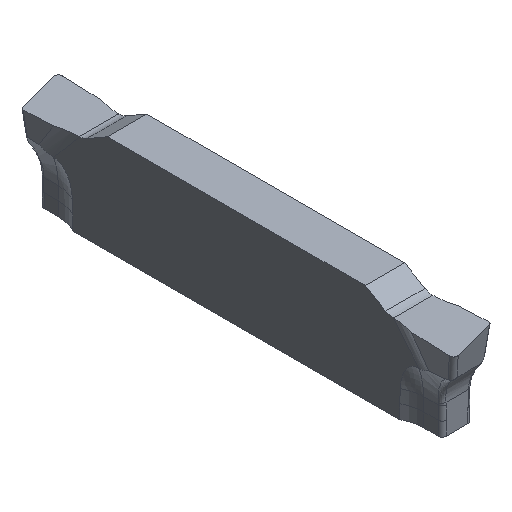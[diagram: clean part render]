
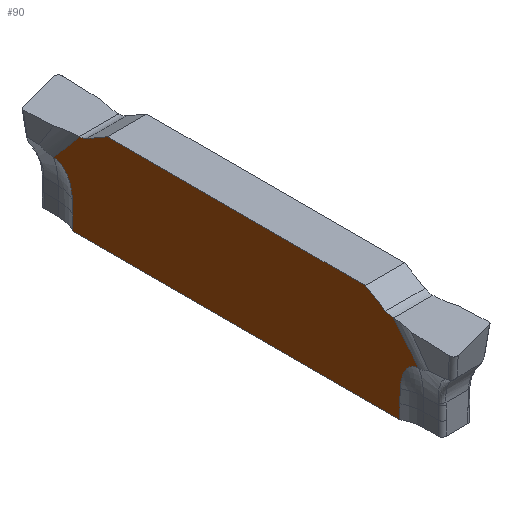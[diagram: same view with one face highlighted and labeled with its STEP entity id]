
A CAD part, isometric view. The second image highlights one B-rep face of the part: STEP entity #90.
In plain terms, the highlighted planar face has unit normal (-1, 0, 0).
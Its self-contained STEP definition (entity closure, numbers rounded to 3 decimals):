
#90=ADVANCED_FACE('',(#182),#158,.T.);
#158=PLANE('',#1415);
#182=FACE_OUTER_BOUND('',#250,.T.);
#250=EDGE_LOOP('',(#321,#322,#323,#324,#325,#326,#327,#328,#329,#330,#331,
#332,#333,#334));
#321=ORIENTED_EDGE('',*,*,#789,.F.);
#322=ORIENTED_EDGE('',*,*,#790,.T.);
#323=ORIENTED_EDGE('',*,*,#791,.F.);
#324=ORIENTED_EDGE('',*,*,#792,.T.);
#325=ORIENTED_EDGE('',*,*,#793,.T.);
#326=ORIENTED_EDGE('',*,*,#794,.T.);
#327=ORIENTED_EDGE('',*,*,#788,.F.);
#328=ORIENTED_EDGE('',*,*,#795,.T.);
#329=ORIENTED_EDGE('',*,*,#796,.F.);
#330=ORIENTED_EDGE('',*,*,#797,.F.);
#331=ORIENTED_EDGE('',*,*,#798,.F.);
#332=ORIENTED_EDGE('',*,*,#799,.F.);
#333=ORIENTED_EDGE('',*,*,#800,.F.);
#334=ORIENTED_EDGE('',*,*,#801,.T.);
#674=VERTEX_POINT('',#1936);
#676=VERTEX_POINT('',#1940);
#677=VERTEX_POINT('',#1944);
#678=VERTEX_POINT('',#1945);
#679=VERTEX_POINT('',#1950);
#680=VERTEX_POINT('',#1967);
#681=VERTEX_POINT('',#1969);
#682=VERTEX_POINT('',#1971);
#683=VERTEX_POINT('',#1974);
#684=VERTEX_POINT('',#1976);
#685=VERTEX_POINT('',#1978);
#686=VERTEX_POINT('',#1995);
#687=VERTEX_POINT('',#2000);
#688=VERTEX_POINT('',#2002);
#788=EDGE_CURVE('',#676,#674,#1167,.T.);
#789=EDGE_CURVE('',#677,#678,#1168,.T.);
#790=EDGE_CURVE('',#677,#679,#975,.T.);
#791=EDGE_CURVE('',#680,#679,#976,.T.);
#792=EDGE_CURVE('',#680,#681,#1169,.T.);
#793=EDGE_CURVE('',#681,#682,#1035,.T.);
#794=EDGE_CURVE('',#682,#674,#1170,.T.);
#795=EDGE_CURVE('',#676,#683,#1171,.T.);
#796=EDGE_CURVE('',#684,#683,#1036,.T.);
#797=EDGE_CURVE('',#685,#684,#1172,.T.);
#798=EDGE_CURVE('',#686,#685,#977,.T.);
#799=EDGE_CURVE('',#687,#686,#978,.T.);
#800=EDGE_CURVE('',#688,#687,#1173,.T.);
#801=EDGE_CURVE('',#688,#678,#1174,.T.);
#975=B_SPLINE_CURVE_WITH_KNOTS('',3,(#1946,#1947,#1948,#1949),
 .UNSPECIFIED.,.F.,.F.,(4,4),(0.,1.),.UNSPECIFIED.);
#976=B_SPLINE_CURVE_WITH_KNOTS('',3,(#1951,#1952,#1953,#1954,#1955,#1956,
#1957,#1958,#1959,#1960,#1961,#1962,#1963,#1964,#1965,#1966),
 .UNSPECIFIED.,.F.,.F.,(4,3,3,3,3,4),(0.,0.137,0.273,
0.468,0.758,1.),.UNSPECIFIED.);
#977=B_SPLINE_CURVE_WITH_KNOTS('',3,(#1979,#1980,#1981,#1982,#1983,#1984,
#1985,#1986,#1987,#1988,#1989,#1990,#1991,#1992,#1993,#1994),
 .UNSPECIFIED.,.F.,.F.,(4,3,3,3,3,4),(0.,0.334,0.588,
0.759,0.896,1.),.UNSPECIFIED.);
#978=B_SPLINE_CURVE_WITH_KNOTS('',3,(#1996,#1997,#1998,#1999),
 .UNSPECIFIED.,.F.,.F.,(4,4),(0.,1.),.UNSPECIFIED.);
#1035=CIRCLE('',#1413,0.8);
#1036=CIRCLE('',#1414,0.8);
#1167=LINE('',#1941,#1255);
#1168=LINE('',#1943,#1256);
#1169=LINE('',#1968,#1257);
#1170=LINE('',#1972,#1258);
#1171=LINE('',#1973,#1259);
#1172=LINE('',#1977,#1260);
#1173=LINE('',#2001,#1261);
#1174=LINE('',#2003,#1262);
#1255=VECTOR('',#1553,1.);
#1256=VECTOR('',#1556,1.);
#1257=VECTOR('',#1557,1.);
#1258=VECTOR('',#1560,1.);
#1259=VECTOR('',#1561,1.);
#1260=VECTOR('',#1564,1.);
#1261=VECTOR('',#1565,1.);
#1262=VECTOR('',#1566,1.);
#1413=AXIS2_PLACEMENT_3D('',#1970,#1558,#1559);
#1414=AXIS2_PLACEMENT_3D('',#1975,#1562,#1563);
#1415=AXIS2_PLACEMENT_3D('',#2004,#1567,#1568);
#1553=DIRECTION('',(0.,-1.,0.));
#1556=DIRECTION('',(0.,0.,-1.));
#1557=DIRECTION('',(0.,0.643,0.766));
#1558=DIRECTION('',(1.,0.,0.));
#1559=DIRECTION('',(0.,0.03,-1.));
#1560=DIRECTION('',(0.,0.866,0.5));
#1561=DIRECTION('',(0.,0.866,-0.5));
#1562=DIRECTION('',(-1.,0.,0.));
#1563=DIRECTION('',(0.,-0.03,-1.));
#1564=DIRECTION('',(0.,-0.643,0.766));
#1565=DIRECTION('',(0.,0.,1.));
#1566=DIRECTION('',(0.,-1.,0.));
#1567=DIRECTION('',(-1.,0.,0.));
#1568=DIRECTION('',(0.,1.,0.));
#1936=CARTESIAN_POINT('',(-1.,3.972,0.708));
#1940=CARTESIAN_POINT('',(-1.,17.034,0.708));
#1941=CARTESIAN_POINT('',(-1.,17.034,0.708));
#1943=CARTESIAN_POINT('',(-1.,2.214,-3.602));
#1944=CARTESIAN_POINT('',(-1.,2.214,-3.602));
#1945=CARTESIAN_POINT('',(-1.,2.214,-4.3));
#1946=CARTESIAN_POINT('',(-1.,2.214,-3.602));
#1947=CARTESIAN_POINT('',(-1.,2.207,-3.377));
#1948=CARTESIAN_POINT('',(-1.,2.199,-3.151));
#1949=CARTESIAN_POINT('',(-1.,2.192,-2.926));
#1950=CARTESIAN_POINT('',(-1.,2.192,-2.926));
#1951=CARTESIAN_POINT('',(-1.,1.251,-1.553));
#1952=CARTESIAN_POINT('',(-1.,1.334,-1.554));
#1953=CARTESIAN_POINT('',(-1.,1.418,-1.572));
#1954=CARTESIAN_POINT('',(-1.,1.495,-1.603));
#1955=CARTESIAN_POINT('',(-1.,1.572,-1.634));
#1956=CARTESIAN_POINT('',(-1.,1.643,-1.678));
#1957=CARTESIAN_POINT('',(-1.,1.707,-1.731));
#1958=CARTESIAN_POINT('',(-1.,1.798,-1.807));
#1959=CARTESIAN_POINT('',(-1.,1.875,-1.9));
#1960=CARTESIAN_POINT('',(-1.,1.937,-2.001));
#1961=CARTESIAN_POINT('',(-1.,2.029,-2.15));
#1962=CARTESIAN_POINT('',(-1.,2.093,-2.318));
#1963=CARTESIAN_POINT('',(-1.,2.134,-2.488));
#1964=CARTESIAN_POINT('',(-1.,2.168,-2.631));
#1965=CARTESIAN_POINT('',(-1.,2.187,-2.779));
#1966=CARTESIAN_POINT('',(-1.,2.192,-2.926));
#1967=CARTESIAN_POINT('',(-1.,1.251,-1.553));
#1968=CARTESIAN_POINT('',(-1.,1.251,-1.553));
#1969=CARTESIAN_POINT('',(-1.,2.555,0.));
#1970=CARTESIAN_POINT('',(-1.,2.531,0.8));
#1971=CARTESIAN_POINT('',(-1.,2.931,0.107));
#1972=CARTESIAN_POINT('',(-1.,2.931,0.107));
#1973=CARTESIAN_POINT('',(-1.,17.034,0.708));
#1974=CARTESIAN_POINT('',(-1.,18.075,0.107));
#1975=CARTESIAN_POINT('',(-1.,18.475,0.8));
#1976=CARTESIAN_POINT('',(-1.,18.45,0.));
#1977=CARTESIAN_POINT('',(-1.,19.754,-1.553));
#1978=CARTESIAN_POINT('',(-1.,19.754,-1.553));
#1979=CARTESIAN_POINT('',(-1.,18.813,-2.926));
#1980=CARTESIAN_POINT('',(-1.,18.82,-2.724));
#1981=CARTESIAN_POINT('',(-1.,18.853,-2.52));
#1982=CARTESIAN_POINT('',(-1.,18.917,-2.328));
#1983=CARTESIAN_POINT('',(-1.,18.966,-2.183));
#1984=CARTESIAN_POINT('',(-1.,19.034,-2.041));
#1985=CARTESIAN_POINT('',(-1.,19.125,-1.917));
#1986=CARTESIAN_POINT('',(-1.,19.187,-1.834));
#1987=CARTESIAN_POINT('',(-1.,19.26,-1.757));
#1988=CARTESIAN_POINT('',(-1.,19.344,-1.696));
#1989=CARTESIAN_POINT('',(-1.,19.411,-1.647));
#1990=CARTESIAN_POINT('',(-1.,19.486,-1.608));
#1991=CARTESIAN_POINT('',(-1.,19.566,-1.583));
#1992=CARTESIAN_POINT('',(-1.,19.626,-1.564));
#1993=CARTESIAN_POINT('',(-1.,19.691,-1.554));
#1994=CARTESIAN_POINT('',(-1.,19.754,-1.553));
#1995=CARTESIAN_POINT('',(-1.,18.813,-2.926));
#1996=CARTESIAN_POINT('',(-1.,18.792,-3.602));
#1997=CARTESIAN_POINT('',(-1.,18.799,-3.377));
#1998=CARTESIAN_POINT('',(-1.,18.806,-3.151));
#1999=CARTESIAN_POINT('',(-1.,18.813,-2.926));
#2000=CARTESIAN_POINT('',(-1.,18.792,-3.602));
#2001=CARTESIAN_POINT('',(-1.,18.792,-4.3));
#2002=CARTESIAN_POINT('',(-1.,18.792,-4.3));
#2003=CARTESIAN_POINT('',(-1.,18.792,-4.3));
#2004=CARTESIAN_POINT('',(-1.,10.096,0.708));
